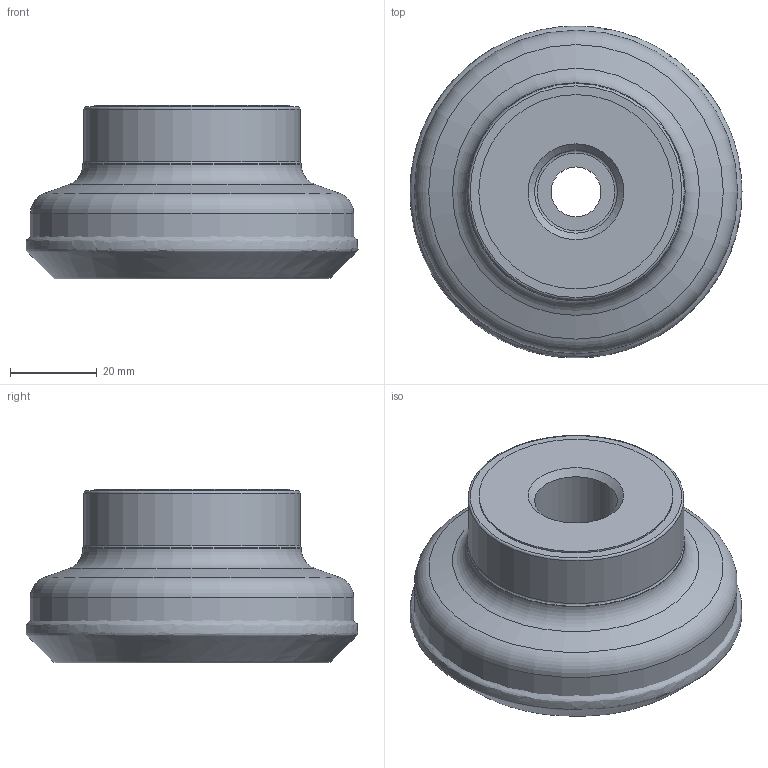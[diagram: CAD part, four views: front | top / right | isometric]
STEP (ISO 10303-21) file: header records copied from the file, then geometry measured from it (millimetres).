
FILE_DESCRIPTION(/* description */ (''),/* implementation_level */ '2;1');
FILE_NAME(/* name */ 'toolassembly_1.stp',/* time_stamp */ '2019-05-02T16:48:42+02:00',/* author */ (''),/* organization */ ('SMS'),/* preprocessor_version */ 'ST-DEVELOPER v15',/* originating_system */ 'SIEMENS PLM Software NX 8.5',/* authorisation */ '');
FILE_SCHEMA (('AUTOMOTIVE_DESIGN { 1 0 10303 214 3 1 1 1 }'));
Length unit declared in the file: millimetre
Products named in the file (4): CUT_20190502164756; NOCUT_20190502164734; ASSEMBLY_CONSTRUCTION; TOOLASSEMBLY_1
Assembly tree (3 placements, depth 2):
  TOOLASSEMBLY_1
    ASSEMBLY_CONSTRUCTION
    NOCUT_20190502164734
    CUT_20190502164756
Bounding box: 76.5 x 76.5 x 40.02 mm (x, y, z)
Volume: 130485.6 mm3; surface area: 25184.9 mm2
Topology: 2 solids, 2 shells, 37 faces, 78 edges, 59 vertices
Faces by surface type: torus 14, cylinder 8, cone 8, plane 6, bspline 1
Full cylindrical faces by diameter (mm): 11.5 x1, 17.15 x1, 19.061 x1, 19.5 x1, 44.785 x1, 49.785 x1, 50.285 x1, 74.5 x1
Entity records: 8329 total; most frequent: CARTESIAN_POINT 7470, DIRECTION 174, AXIS2_PLACEMENT_3D 87, FACE_BOUND 73, EDGE_LOOP 72, ORIENTED_EDGE 72, ADVANCED_FACE 37, VERTEX_POINT 37
